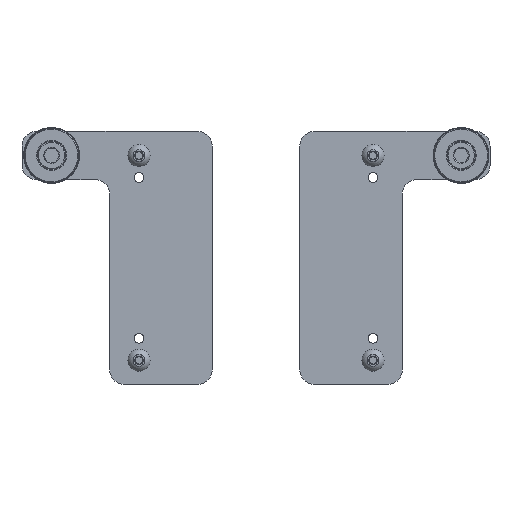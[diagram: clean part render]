
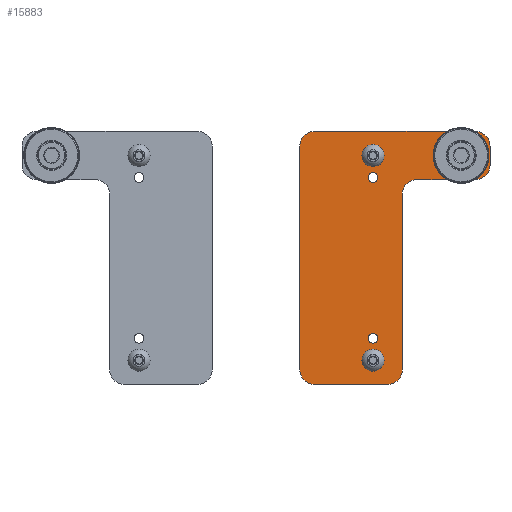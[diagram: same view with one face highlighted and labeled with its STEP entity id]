
A CAD part, front view. The second image highlights one B-rep face of the part: STEP entity #15883.
In plain terms, the highlighted planar face has unit normal (0, -1, 0).
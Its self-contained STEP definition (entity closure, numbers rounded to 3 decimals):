
#81=FACE_BOUND('',#3751,.T.);
#82=FACE_BOUND('',#3752,.T.);
#83=FACE_BOUND('',#3753,.T.);
#84=FACE_BOUND('',#3754,.T.);
#85=FACE_BOUND('',#3755,.T.);
#688=PLANE('',#17800);
#1768=CIRCLE('',#17778,5.);
#1770=CIRCLE('',#17782,5.);
#1772=CIRCLE('',#17786,5.);
#1774=CIRCLE('',#17790,5.);
#1776=CIRCLE('',#17794,5.);
#1778=CIRCLE('',#17798,5.);
#1779=CIRCLE('',#17801,1.65);
#1780=CIRCLE('',#17802,1.65);
#1781=CIRCLE('',#17803,1.65);
#1782=CIRCLE('',#17804,4.15);
#1783=CIRCLE('',#17805,1.65);
#2763=FACE_OUTER_BOUND('',#3750,.T.);
#3750=EDGE_LOOP('',(#14557,#14558,#14559,#14560,#14561,#14562,#14563,#14564,
#14565,#14566,#14567,#14568));
#3751=EDGE_LOOP('',(#14569));
#3752=EDGE_LOOP('',(#14570));
#3753=EDGE_LOOP('',(#14571));
#3754=EDGE_LOOP('',(#14572));
#3755=EDGE_LOOP('',(#14573));
#5097=LINE('',#31449,#6370);
#5101=LINE('',#31461,#6374);
#5105=LINE('',#31473,#6378);
#5109=LINE('',#31485,#6382);
#5113=LINE('',#31497,#6386);
#5116=LINE('',#31506,#6389);
#6370=VECTOR('',#22745,6.5);
#6374=VECTOR('',#22757,55.);
#6378=VECTOR('',#22769,76.5);
#6382=VECTOR('',#22781,25.);
#6386=VECTOR('',#22793,60.);
#6389=VECTOR('',#22804,20.);
#7711=VERTEX_POINT('',#31439);
#7712=VERTEX_POINT('',#31441);
#7714=VERTEX_POINT('',#31447);
#7716=VERTEX_POINT('',#31453);
#7718=VERTEX_POINT('',#31459);
#7720=VERTEX_POINT('',#31465);
#7722=VERTEX_POINT('',#31471);
#7724=VERTEX_POINT('',#31477);
#7726=VERTEX_POINT('',#31483);
#7728=VERTEX_POINT('',#31489);
#7730=VERTEX_POINT('',#31495);
#7732=VERTEX_POINT('',#31501);
#7733=VERTEX_POINT('',#31508);
#7734=VERTEX_POINT('',#31510);
#7735=VERTEX_POINT('',#31512);
#7736=VERTEX_POINT('',#31514);
#7737=VERTEX_POINT('',#31516);
#9989=EDGE_CURVE('',#7711,#7712,#1768,.T.);
#9993=EDGE_CURVE('',#7714,#7711,#5097,.T.);
#9996=EDGE_CURVE('',#7716,#7714,#1770,.T.);
#9999=EDGE_CURVE('',#7718,#7716,#5101,.T.);
#10002=EDGE_CURVE('',#7720,#7718,#1772,.T.);
#10005=EDGE_CURVE('',#7722,#7720,#5105,.T.);
#10008=EDGE_CURVE('',#7724,#7722,#1774,.T.);
#10011=EDGE_CURVE('',#7726,#7724,#5109,.T.);
#10014=EDGE_CURVE('',#7728,#7726,#1776,.T.);
#10017=EDGE_CURVE('',#7730,#7728,#5113,.T.);
#10020=EDGE_CURVE('',#7732,#7730,#1778,.T.);
#10022=EDGE_CURVE('',#7712,#7732,#5116,.T.);
#10023=EDGE_CURVE('',#7733,#7733,#1779,.T.);
#10024=EDGE_CURVE('',#7734,#7734,#1780,.T.);
#10025=EDGE_CURVE('',#7735,#7735,#1781,.T.);
#10026=EDGE_CURVE('',#7736,#7736,#1782,.T.);
#10027=EDGE_CURVE('',#7737,#7737,#1783,.T.);
#14557=ORIENTED_EDGE('',*,*,#9989,.F.);
#14558=ORIENTED_EDGE('',*,*,#9993,.F.);
#14559=ORIENTED_EDGE('',*,*,#9996,.F.);
#14560=ORIENTED_EDGE('',*,*,#9999,.F.);
#14561=ORIENTED_EDGE('',*,*,#10002,.F.);
#14562=ORIENTED_EDGE('',*,*,#10005,.F.);
#14563=ORIENTED_EDGE('',*,*,#10008,.F.);
#14564=ORIENTED_EDGE('',*,*,#10011,.F.);
#14565=ORIENTED_EDGE('',*,*,#10014,.F.);
#14566=ORIENTED_EDGE('',*,*,#10017,.F.);
#14567=ORIENTED_EDGE('',*,*,#10020,.F.);
#14568=ORIENTED_EDGE('',*,*,#10022,.F.);
#14569=ORIENTED_EDGE('',*,*,#10023,.T.);
#14570=ORIENTED_EDGE('',*,*,#10024,.T.);
#14571=ORIENTED_EDGE('',*,*,#10025,.T.);
#14572=ORIENTED_EDGE('',*,*,#10026,.T.);
#14573=ORIENTED_EDGE('',*,*,#10027,.T.);
#15883=ADVANCED_FACE('',(#2763,#81,#82,#83,#84,#85),#688,.F.);
#17778=AXIS2_PLACEMENT_3D('',#31442,#22738,#22739);
#17782=AXIS2_PLACEMENT_3D('',#31455,#22751,#22752);
#17786=AXIS2_PLACEMENT_3D('',#31467,#22763,#22764);
#17790=AXIS2_PLACEMENT_3D('',#31479,#22775,#22776);
#17794=AXIS2_PLACEMENT_3D('',#31491,#22787,#22788);
#17798=AXIS2_PLACEMENT_3D('',#31503,#22799,#22800);
#17800=AXIS2_PLACEMENT_3D('',#31507,#22805,#22806);
#17801=AXIS2_PLACEMENT_3D('',#31509,#22807,#22808);
#17802=AXIS2_PLACEMENT_3D('',#31511,#22809,#22810);
#17803=AXIS2_PLACEMENT_3D('',#31513,#22811,#22812);
#17804=AXIS2_PLACEMENT_3D('',#31515,#22813,#22814);
#17805=AXIS2_PLACEMENT_3D('',#31517,#22815,#22816);
#22738=DIRECTION('center_axis',(0.,1.,0.));
#22739=DIRECTION('ref_axis',(0.,0.,
1.));
#22745=DIRECTION('',(0.,0.,-1.));
#22751=DIRECTION('center_axis',(0.,1.,0.));
#22752=DIRECTION('ref_axis',(0.,0.,
1.));
#22757=DIRECTION('',(1.,0.,0.));
#22763=DIRECTION('center_axis',(0.,1.,0.));
#22764=DIRECTION('ref_axis',(0.,0.,
1.));
#22769=DIRECTION('',(0.,0.,1.));
#22775=DIRECTION('center_axis',(0.,1.,0.));
#22776=DIRECTION('ref_axis',(0.,0.,
1.));
#22781=DIRECTION('',(-1.,0.,0.));
#22787=DIRECTION('center_axis',(0.,1.,0.));
#22788=DIRECTION('ref_axis',(0.,0.,
1.));
#22793=DIRECTION('',(0.,0.,-1.));
#22799=DIRECTION('center_axis',(0.,-1.,0.));
#22800=DIRECTION('ref_axis',(0.,0.,
-1.));
#22804=DIRECTION('',(-1.,0.,0.));
#22805=DIRECTION('center_axis',(0.,1.,0.));
#22806=DIRECTION('ref_axis',(0.,0.,1.));
#22807=DIRECTION('center_axis',(0.,1.,0.));
#22808=DIRECTION('ref_axis',(0.,0.,
-1.));
#22809=DIRECTION('center_axis',(0.,1.,0.));
#22810=DIRECTION('ref_axis',(0.,0.,
-1.));
#22811=DIRECTION('center_axis',(0.,1.,0.));
#22812=DIRECTION('ref_axis',(0.,0.,
-1.));
#22813=DIRECTION('center_axis',(0.,1.,0.));
#22814=DIRECTION('ref_axis',(0.,0.,
-1.));
#22815=DIRECTION('center_axis',(0.,1.,0.));
#22816=DIRECTION('ref_axis',(0.,0.,
-1.));
#31439=CARTESIAN_POINT('',(33.14,0.,31.75));
#31441=CARTESIAN_POINT('',(28.14,0.,26.75));
#31442=CARTESIAN_POINT('Origin',(28.14,0.,31.75));
#31447=CARTESIAN_POINT('',(33.14,0.,38.25));
#31449=CARTESIAN_POINT('',(33.14,0.,38.25));
#31453=CARTESIAN_POINT('',(28.14,0.,43.25));
#31455=CARTESIAN_POINT('Origin',(28.14,0.,38.25));
#31459=CARTESIAN_POINT('',(-26.86,0.,43.25));
#31461=CARTESIAN_POINT('',(-26.86,0.,43.25));
#31465=CARTESIAN_POINT('',(-31.86,0.,38.25));
#31467=CARTESIAN_POINT('Origin',(-26.86,0.,38.25));
#31471=CARTESIAN_POINT('',(-31.86,0.,-38.25));
#31473=CARTESIAN_POINT('',(-31.86,0.,-38.25));
#31477=CARTESIAN_POINT('',(-26.86,0.,-43.25));
#31479=CARTESIAN_POINT('Origin',(-26.86,0.,-38.25));
#31483=CARTESIAN_POINT('',(-1.86,0.,-43.25));
#31485=CARTESIAN_POINT('',(-1.86,0.,-43.25));
#31489=CARTESIAN_POINT('',(3.14,0.,-38.25));
#31491=CARTESIAN_POINT('Origin',(-1.86,0.,-38.25));
#31495=CARTESIAN_POINT('',(3.14,0.,21.75));
#31497=CARTESIAN_POINT('',(3.14,0.,21.75));
#31501=CARTESIAN_POINT('',(8.14,0.,26.75));
#31503=CARTESIAN_POINT('Origin',(8.14,0.,21.75));
#31506=CARTESIAN_POINT('',(28.14,0.,26.75));
#31507=CARTESIAN_POINT('Origin',(28.14,0.,31.75));
#31508=CARTESIAN_POINT('',(-6.86,0.,33.35));
#31509=CARTESIAN_POINT('Origin',(-6.86,0.,35.));
#31510=CARTESIAN_POINT('',(-6.86,0.,-36.65));
#31511=CARTESIAN_POINT('Origin',(-6.86,0.,-35.));
#31512=CARTESIAN_POINT('',(-6.86,0.,25.85));
#31513=CARTESIAN_POINT('Origin',(-6.86,0.,27.5));
#31514=CARTESIAN_POINT('',(23.14,0.,30.85));
#31515=CARTESIAN_POINT('Origin',(23.14,0.,35.));
#31516=CARTESIAN_POINT('',(-6.86,0.,-29.15));
#31517=CARTESIAN_POINT('Origin',(-6.86,0.,-27.5));
